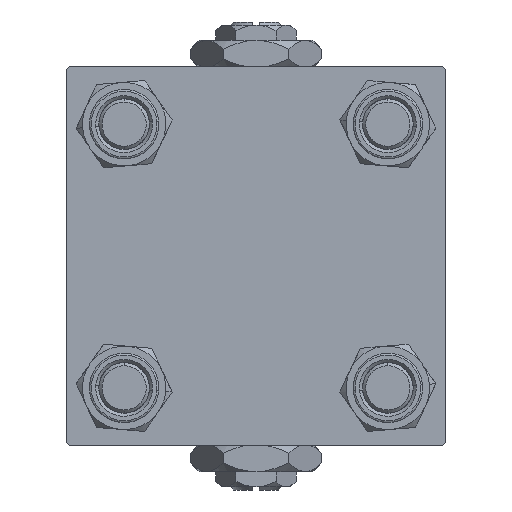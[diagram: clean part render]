
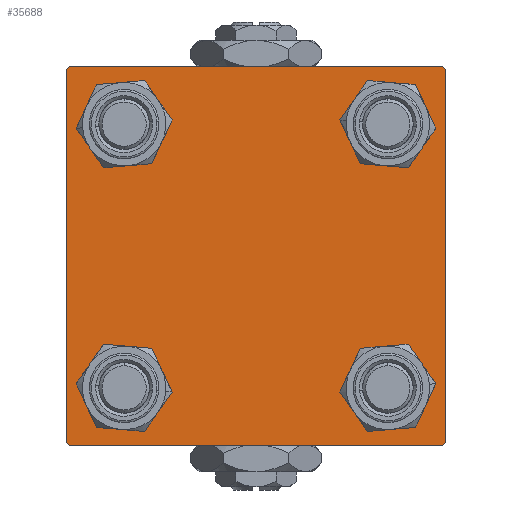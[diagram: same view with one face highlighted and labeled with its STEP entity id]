
A CAD part, left-side view. The second image highlights one B-rep face of the part: STEP entity #35688.
In plain terms, the highlighted planar face has unit normal (-1, 0, 0).
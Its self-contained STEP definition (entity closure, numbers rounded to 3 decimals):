
#486 = CARTESIAN_POINT ( 'NONE',  ( 0., -29.75, 29.75 ) ) ;
#534 = CARTESIAN_POINT ( 'NONE',  ( 0., 20.85, 16.35 ) ) ;
#880 = ORIENTED_EDGE ( 'NONE', *, *, #28341, .T. ) ;
#1741 = VERTEX_POINT ( 'NONE', #16675 ) ;
#3602 = VERTEX_POINT ( 'NONE', #16500 ) ;
#3615 = CARTESIAN_POINT ( 'NONE',  ( 0., 20.85, -25.35 ) ) ;
#4506 = CARTESIAN_POINT ( 'NONE',  ( 0., 30., -29.5 ) ) ;
#4527 = VERTEX_POINT ( 'NONE', #3615 ) ;
#4678 = DIRECTION ( 'NONE',  ( 0., 0.707, 0.707 ) ) ;
#4694 = AXIS2_PLACEMENT_3D ( 'NONE', #47126, #19810, #38114 ) ;
#5035 = DIRECTION ( 'NONE',  ( 1., 0., 0. ) ) ;
#5585 = VERTEX_POINT ( 'NONE', #4506 ) ;
#5651 = VERTEX_POINT ( 'NONE', #35411 ) ;
#5704 = EDGE_CURVE ( 'NONE', #11683, #3602, #13783, .T. ) ;
#6097 = CARTESIAN_POINT ( 'NONE',  ( 0., -20.85, -16.35 ) ) ;
#6645 = VERTEX_POINT ( 'NONE', #36242 ) ;
#6969 = FACE_BOUND ( 'NONE', #43261, .T. ) ;
#7229 = CIRCLE ( 'NONE', #14876, 4.5 ) ;
#7621 = DIRECTION ( 'NONE',  ( 0., 0., 1. ) ) ;
#8099 = VECTOR ( 'NONE', #52636, 1000. ) ;
#8157 = CARTESIAN_POINT ( 'NONE',  ( 0., -29.5, -30. ) ) ;
#8594 = CARTESIAN_POINT ( 'NONE',  ( 0., 20.85, -20.85 ) ) ;
#8888 = DIRECTION ( 'NONE',  ( 0., 0., 1. ) ) ;
#9341 = ORIENTED_EDGE ( 'NONE', *, *, #40718, .T. ) ;
#9424 = EDGE_CURVE ( 'NONE', #5651, #47083, #17158, .T. ) ;
#9652 = EDGE_CURVE ( 'NONE', #25123, #4527, #18099, .T. ) ;
#10305 = CARTESIAN_POINT ( 'NONE',  ( 0., -20.85, -25.35 ) ) ;
#11396 = VERTEX_POINT ( 'NONE', #11895 ) ;
#11477 = AXIS2_PLACEMENT_3D ( 'NONE', #41833, #41251, #32824 ) ;
#11618 = LINE ( 'NONE', #46765, #48948 ) ;
#11683 = VERTEX_POINT ( 'NONE', #8157 ) ;
#11895 = CARTESIAN_POINT ( 'NONE',  ( 0., 20.85, 25.35 ) ) ;
#12202 = DIRECTION ( 'NONE',  ( 1., 0., 0. ) ) ;
#12648 = CARTESIAN_POINT ( 'NONE',  ( 0., 0., 0. ) ) ;
#13373 = LINE ( 'NONE', #59319, #47950 ) ;
#13391 = EDGE_CURVE ( 'NONE', #5585, #1741, #29418, .T. ) ;
#13783 = LINE ( 'NONE', #14375, #35216 ) ;
#14119 = LINE ( 'NONE', #46241, #43168 ) ;
#14261 = VECTOR ( 'NONE', #43520, 1000. ) ;
#14375 = CARTESIAN_POINT ( 'NONE',  ( 0., -29.75, -29.75 ) ) ;
#14555 = CARTESIAN_POINT ( 'NONE',  ( 0., 29.5, 30. ) ) ;
#14645 = VERTEX_POINT ( 'NONE', #534 ) ;
#14876 = AXIS2_PLACEMENT_3D ( 'NONE', #8594, #12202, #8888 ) ;
#15321 = CIRCLE ( 'NONE', #57540, 4.5 ) ;
#15339 = ORIENTED_EDGE ( 'NONE', *, *, #16648, .F. ) ;
#15748 = EDGE_LOOP ( 'NONE', ( #22433, #9341 ) ) ;
#16260 = FACE_BOUND ( 'NONE', #41501, .T. ) ;
#16500 = CARTESIAN_POINT ( 'NONE',  ( 0., -30., -29.5 ) ) ;
#16551 = EDGE_CURVE ( 'NONE', #14645, #11396, #15321, .T. ) ;
#16648 = EDGE_CURVE ( 'NONE', #37166, #3602, #13373, .T. ) ;
#16675 = CARTESIAN_POINT ( 'NONE',  ( 0., 29.5, -30. ) ) ;
#16877 = EDGE_CURVE ( 'NONE', #6645, #5585, #14119, .T. ) ;
#16917 = CARTESIAN_POINT ( 'NONE',  ( 0., 29.75, 29.75 ) ) ;
#17158 = CIRCLE ( 'NONE', #4694, 4.5 ) ;
#17206 = EDGE_CURVE ( 'NONE', #49141, #44687, #11618, .T. ) ;
#17687 = CARTESIAN_POINT ( 'NONE',  ( 0., -30., 29.5 ) ) ;
#18099 = CIRCLE ( 'NONE', #36293, 4.5 ) ;
#18190 = DIRECTION ( 'NONE',  ( 0., 0., -1. ) ) ;
#19359 = CARTESIAN_POINT ( 'NONE',  ( 0., -20.85, 20.85 ) ) ;
#19530 = AXIS2_PLACEMENT_3D ( 'NONE', #39125, #43623, #7621 ) ;
#19810 = DIRECTION ( 'NONE',  ( 1., 0., 0. ) ) ;
#20573 = VERTEX_POINT ( 'NONE', #10305 ) ;
#21097 = ORIENTED_EDGE ( 'NONE', *, *, #50305, .T. ) ;
#22259 = ORIENTED_EDGE ( 'NONE', *, *, #16551, .T. ) ;
#22433 = ORIENTED_EDGE ( 'NONE', *, *, #9652, .T. ) ;
#22987 = LINE ( 'NONE', #486, #30851 ) ;
#23072 = AXIS2_PLACEMENT_3D ( 'NONE', #19359, #45776, #27471 ) ;
#24677 = CARTESIAN_POINT ( 'NONE',  ( 0., -29.5, 30. ) ) ;
#24971 = DIRECTION ( 'NONE',  ( -1., 0., 0. ) ) ;
#25123 = VERTEX_POINT ( 'NONE', #45148 ) ;
#25254 = CIRCLE ( 'NONE', #19530, 4.5 ) ;
#25267 = DIRECTION ( 'NONE',  ( 0., 0., 1. ) ) ;
#25410 = CARTESIAN_POINT ( 'NONE',  ( 0., 20.85, 20.85 ) ) ;
#27471 = DIRECTION ( 'NONE',  ( 0., 0., 1. ) ) ;
#28233 = DIRECTION ( 'NONE',  ( 0., 0., -1. ) ) ;
#28341 = EDGE_CURVE ( 'NONE', #57323, #20573, #47205, .T. ) ;
#29371 = ORIENTED_EDGE ( 'NONE', *, *, #56226, .T. ) ;
#29418 = LINE ( 'NONE', #48349, #14261 ) ;
#30851 = VECTOR ( 'NONE', #4678, 1000. ) ;
#31102 = DIRECTION ( 'NONE',  ( 0., 0., 1. ) ) ;
#32824 = DIRECTION ( 'NONE',  ( 0., 0., 1. ) ) ;
#32987 = EDGE_CURVE ( 'NONE', #1741, #11683, #50933, .T. ) ;
#33393 = ORIENTED_EDGE ( 'NONE', *, *, #32987, .T. ) ;
#33484 = DIRECTION ( 'NONE',  ( 0., -1., 0. ) ) ;
#34120 = DIRECTION ( 'NONE',  ( 0., -1., 0. ) ) ;
#34364 = EDGE_CURVE ( 'NONE', #49141, #6645, #35516, .T. ) ;
#34474 = EDGE_CURVE ( 'NONE', #11396, #14645, #25254, .T. ) ;
#34481 = DIRECTION ( 'NONE',  ( 1., 0., 0. ) ) ;
#35216 = VECTOR ( 'NONE', #46198, 1000. ) ;
#35411 = CARTESIAN_POINT ( 'NONE',  ( 0., -20.85, 25.35 ) ) ;
#35516 = LINE ( 'NONE', #16917, #8099 ) ;
#35688 = ADVANCED_FACE ( 'NONE', ( #44163, #16260, #48695, #6969, #39064 ), #48992, .T. ) ;
#36242 = CARTESIAN_POINT ( 'NONE',  ( 0., 30., 29.5 ) ) ;
#36293 = AXIS2_PLACEMENT_3D ( 'NONE', #56726, #34481, #48318 ) ;
#37166 = VERTEX_POINT ( 'NONE', #17687 ) ;
#38114 = DIRECTION ( 'NONE',  ( 0., 0., 1. ) ) ;
#39064 = FACE_OUTER_BOUND ( 'NONE', #43952, .T. ) ;
#39125 = CARTESIAN_POINT ( 'NONE',  ( 0., 20.85, 20.85 ) ) ;
#39873 = ORIENTED_EDGE ( 'NONE', *, *, #52240, .T. ) ;
#40718 = EDGE_CURVE ( 'NONE', #4527, #25123, #7229, .T. ) ;
#41251 = DIRECTION ( 'NONE',  ( 1., 0., 0. ) ) ;
#41501 = EDGE_LOOP ( 'NONE', ( #880, #21097 ) ) ;
#41833 = CARTESIAN_POINT ( 'NONE',  ( 0., -20.85, -20.85 ) ) ;
#42200 = CARTESIAN_POINT ( 'NONE',  ( 0., 30., -30. ) ) ;
#43168 = VECTOR ( 'NONE', #28233, 1000. ) ;
#43261 = EDGE_LOOP ( 'NONE', ( #56134, #22259 ) ) ;
#43374 = AXIS2_PLACEMENT_3D ( 'NONE', #46133, #5035, #55148 ) ;
#43433 = ORIENTED_EDGE ( 'NONE', *, *, #9424, .T. ) ;
#43520 = DIRECTION ( 'NONE',  ( 0., -0.707, -0.707 ) ) ;
#43623 = DIRECTION ( 'NONE',  ( 1., 0., 0. ) ) ;
#43952 = EDGE_LOOP ( 'NONE', ( #48763, #54953, #33393, #47059, #15339, #29371, #46974, #54863 ) ) ;
#44122 = CIRCLE ( 'NONE', #23072, 4.5 ) ;
#44163 = FACE_BOUND ( 'NONE', #45989, .T. ) ;
#44599 = DIRECTION ( 'NONE',  ( 1., 0., 0. ) ) ;
#44687 = VERTEX_POINT ( 'NONE', #24677 ) ;
#45148 = CARTESIAN_POINT ( 'NONE',  ( 0., 20.85, -16.35 ) ) ;
#45776 = DIRECTION ( 'NONE',  ( 1., 0., 0. ) ) ;
#45989 = EDGE_LOOP ( 'NONE', ( #43433, #39873 ) ) ;
#46133 = CARTESIAN_POINT ( 'NONE',  ( 0., -20.85, -20.85 ) ) ;
#46198 = DIRECTION ( 'NONE',  ( 0., -0.707, 0.707 ) ) ;
#46241 = CARTESIAN_POINT ( 'NONE',  ( 0., 30., 30. ) ) ;
#46765 = CARTESIAN_POINT ( 'NONE',  ( 0., 30., 30. ) ) ;
#46974 = ORIENTED_EDGE ( 'NONE', *, *, #17206, .F. ) ;
#47059 = ORIENTED_EDGE ( 'NONE', *, *, #5704, .T. ) ;
#47083 = VERTEX_POINT ( 'NONE', #48893 ) ;
#47126 = CARTESIAN_POINT ( 'NONE',  ( 0., -20.85, 20.85 ) ) ;
#47205 = CIRCLE ( 'NONE', #43374, 4.5 ) ;
#47950 = VECTOR ( 'NONE', #18190, 1000. ) ;
#48318 = DIRECTION ( 'NONE',  ( 0., 0., 1. ) ) ;
#48349 = CARTESIAN_POINT ( 'NONE',  ( 0., 29.75, -29.75 ) ) ;
#48695 = FACE_BOUND ( 'NONE', #15748, .T. ) ;
#48763 = ORIENTED_EDGE ( 'NONE', *, *, #16877, .T. ) ;
#48893 = CARTESIAN_POINT ( 'NONE',  ( 0., -20.85, 16.35 ) ) ;
#48948 = VECTOR ( 'NONE', #34120, 1000. ) ;
#48992 = PLANE ( 'NONE',  #54962 ) ;
#49141 = VERTEX_POINT ( 'NONE', #14555 ) ;
#50271 = VECTOR ( 'NONE', #33484, 1000. ) ;
#50305 = EDGE_CURVE ( 'NONE', #20573, #57323, #50791, .T. ) ;
#50791 = CIRCLE ( 'NONE', #11477, 4.5 ) ;
#50933 = LINE ( 'NONE', #42200, #50271 ) ;
#52240 = EDGE_CURVE ( 'NONE', #47083, #5651, #44122, .T. ) ;
#52636 = DIRECTION ( 'NONE',  ( 0., 0.707, -0.707 ) ) ;
#54863 = ORIENTED_EDGE ( 'NONE', *, *, #34364, .T. ) ;
#54953 = ORIENTED_EDGE ( 'NONE', *, *, #13391, .T. ) ;
#54962 = AXIS2_PLACEMENT_3D ( 'NONE', #12648, #24971, #25267 ) ;
#55148 = DIRECTION ( 'NONE',  ( 0., 0., 1. ) ) ;
#56134 = ORIENTED_EDGE ( 'NONE', *, *, #34474, .T. ) ;
#56226 = EDGE_CURVE ( 'NONE', #37166, #44687, #22987, .T. ) ;
#56726 = CARTESIAN_POINT ( 'NONE',  ( 0., 20.85, -20.85 ) ) ;
#57323 = VERTEX_POINT ( 'NONE', #6097 ) ;
#57540 = AXIS2_PLACEMENT_3D ( 'NONE', #25410, #44599, #31102 ) ;
#59319 = CARTESIAN_POINT ( 'NONE',  ( 0., -30., 30. ) ) ;
